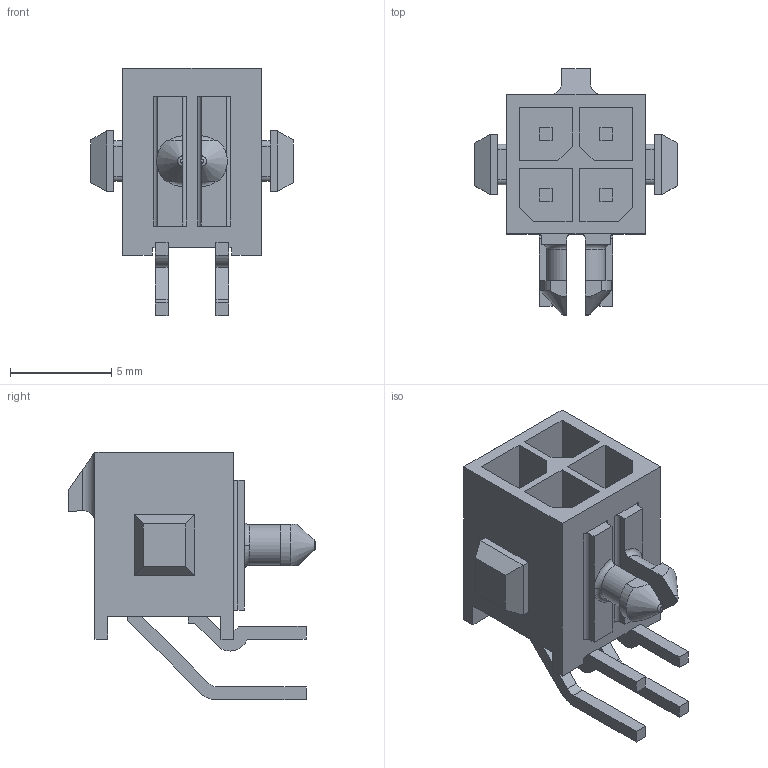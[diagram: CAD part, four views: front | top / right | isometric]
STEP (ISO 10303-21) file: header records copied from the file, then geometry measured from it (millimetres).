
FILE_DESCRIPTION(('STEP AP242'),'1');
FILE_NAME('3-794618-4.stp','2022-08-02T18:00:33',('TraceParts'),('TraceParts S.A.'),'Spatial InterOp 3D',' ',' ');
FILE_SCHEMA(('AP242_MANAGED_MODEL_BASED_3D_ENGINEERING_MIM_LF {1 0 10303 442 1 1 4}'));
Length unit declared in the file: millimetre
Products named in the file (1): 3-794618-4
Bounding box: 10 x 12.18 x 12.24 mm (x, y, z)
Volume: 285.2 mm3; surface area: 824.3 mm2
Topology: 1 solids, 1 shells, 193 faces, 529 edges, 348 vertices
Faces by surface type: plane 149, cylinder 36, torus 4, bspline 2, cone 2
Entity records: 6186 total; most frequent: CARTESIAN_POINT 1191, ORIENTED_EDGE 1058, DIRECTION 993, EDGE_CURVE 529, LINE 433, VECTOR 433, VERTEX_POINT 348, AXIS2_PLACEMENT_3D 280
